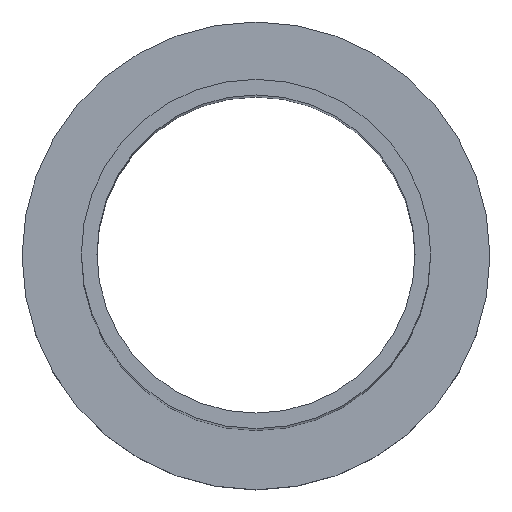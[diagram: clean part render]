
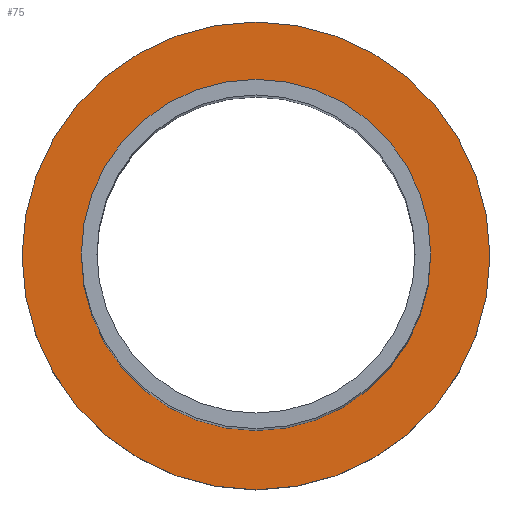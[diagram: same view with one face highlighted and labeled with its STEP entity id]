
A CAD part, top view. The second image highlights one B-rep face of the part: STEP entity #75.
In plain terms, the highlighted planar face has unit normal (0, 0, 1).
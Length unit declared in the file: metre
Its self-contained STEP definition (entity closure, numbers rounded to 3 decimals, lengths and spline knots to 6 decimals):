
#13=PLANE('',#98);
#21=ORIENTED_EDGE('',*,*,#31,.F.);
#22=ORIENTED_EDGE('',*,*,#30,.T.);
#30=EDGE_CURVE('',#36,#36,#42,.T.);
#31=EDGE_CURVE('',#37,#37,#43,.T.);
#36=VERTEX_POINT('',#140);
#37=VERTEX_POINT('',#143);
#42=CIRCLE('',#97,0.0075);
#43=CIRCLE('',#99,0.0056);
#51=EDGE_LOOP('',(#21));
#52=EDGE_LOOP('',(#22));
#63=FACE_BOUND('',#51,.T.);
#64=FACE_BOUND('',#52,.T.);
#75=ADVANCED_FACE('',(#63,#64),#13,.T.);
#97=AXIS2_PLACEMENT_3D('',#139,#117,#118);
#98=AXIS2_PLACEMENT_3D('',#141,#119,#120);
#99=AXIS2_PLACEMENT_3D('',#142,#121,#122);
#117=DIRECTION('',(0.,0.,1.));
#118=DIRECTION('',(1.,0.,0.));
#119=DIRECTION('',(0.,0.,1.));
#120=DIRECTION('',(1.,0.,0.));
#121=DIRECTION('',(0.,0.,1.));
#122=DIRECTION('',(1.,0.,0.));
#139=CARTESIAN_POINT('',(0.,0.,0.003));
#140=CARTESIAN_POINT('',(0.0075,0.,0.003));
#141=CARTESIAN_POINT('',(0.,0.,0.003));
#142=CARTESIAN_POINT('',(0.,0.,0.003));
#143=CARTESIAN_POINT('',(0.0056,0.,0.003));
